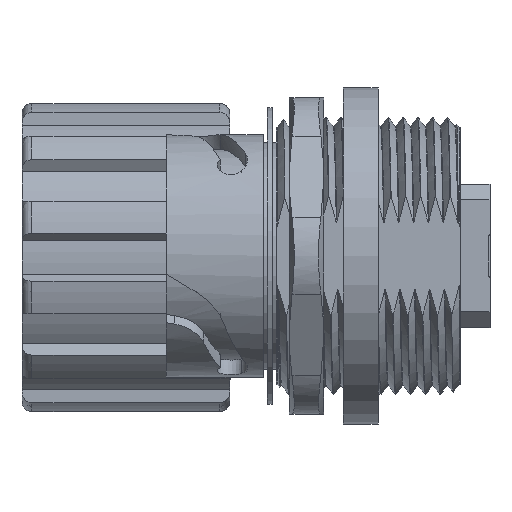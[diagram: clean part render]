
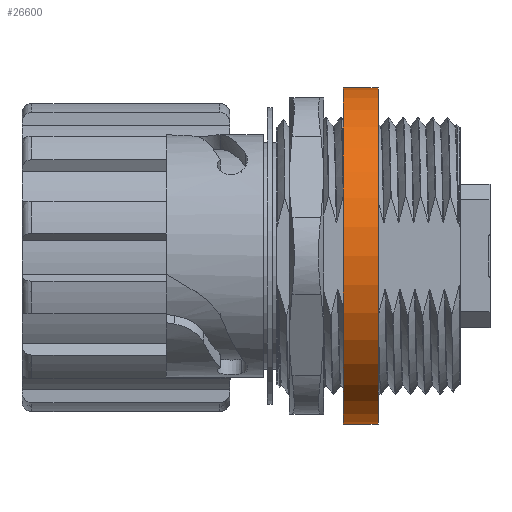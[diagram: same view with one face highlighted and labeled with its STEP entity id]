
A CAD part, top view. The second image highlights one B-rep face of the part: STEP entity #26600.
In plain terms, the highlighted cylindrical face has radius 17 mm (diameter 34 mm), a full revolution.
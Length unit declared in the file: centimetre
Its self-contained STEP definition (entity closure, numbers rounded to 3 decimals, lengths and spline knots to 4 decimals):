
#6484=FACE_BOUND('',#8877,.T.);
#6656=CYLINDRICAL_SURFACE('',#28094,1.7);
#7364=FACE_OUTER_BOUND('',#8876,.T.);
#8876=EDGE_LOOP('',(#19455));
#8877=EDGE_LOOP('',(#19456));
#9816=CIRCLE('',#27654,1.7);
#9942=CIRCLE('',#28095,1.7);
#10577=VERTEX_POINT('',#37340);
#11236=VERTEX_POINT('',#45475);
#13240=EDGE_CURVE('',#10577,#10577,#9816,.T.);
#14233=EDGE_CURVE('',#11236,#11236,#9942,.T.);
#19455=ORIENTED_EDGE('',*,*,#13240,.T.);
#19456=ORIENTED_EDGE('',*,*,#14233,.F.);
#26600=ADVANCED_FACE('',(#7364,#6484),#6656,.T.);
#27654=AXIS2_PLACEMENT_3D('',#37341,#29958,#29959);
#28094=AXIS2_PLACEMENT_3D('',#45474,#31548,#31549);
#28095=AXIS2_PLACEMENT_3D('',#45476,#31550,#31551);
#29958=DIRECTION('center_axis',(1.,0.,0.));
#29959=DIRECTION('ref_axis',(0.,0.,-1.));
#31548=DIRECTION('center_axis',(1.,0.,0.));
#31549=DIRECTION('ref_axis',(0.,1.,0.));
#31550=DIRECTION('center_axis',(1.,0.,0.));
#31551=DIRECTION('ref_axis',(0.,1.,0.));
#37340=CARTESIAN_POINT('',(-0.1485,0.1585,1.7));
#37341=CARTESIAN_POINT('Origin',(-0.1485,0.1585,0.));
#45474=CARTESIAN_POINT('Origin',(0.1015,0.1585,0.));
#45475=CARTESIAN_POINT('',(0.2015,1.8585,0.));
#45476=CARTESIAN_POINT('Origin',(0.2015,0.1585,0.));
